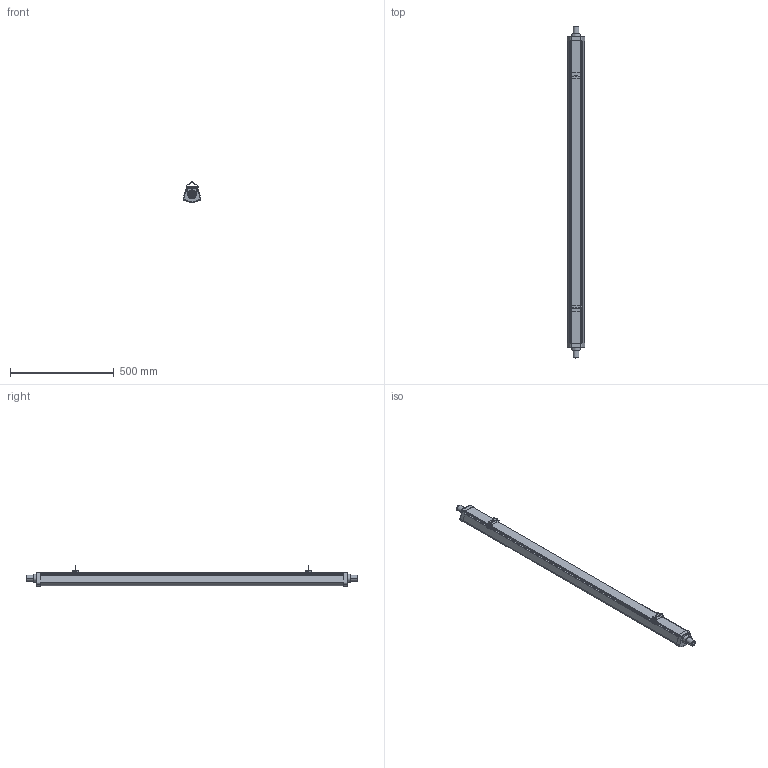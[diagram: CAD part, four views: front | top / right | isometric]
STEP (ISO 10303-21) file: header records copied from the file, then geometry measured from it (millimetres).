
FILE_DESCRIPTION (( 'STEP AP214' ), '1' );
FILE_NAME ('DP-COMP-1500.STEP', '2023-04-05T12:00:06', ( '' ), ( '' ), 'SwSTEP 2.0', 'SolidWorks 2020', '' );
FILE_SCHEMA (( 'AUTOMOTIVE_DESIGN' ));
Length unit declared in the file: millimetre
Products named in the file (1): DP-COMP-1500
Bounding box: 86.3 x 1598.6 x 99.41 mm (x, y, z)
Volume: 575622.8 mm3; surface area: 847904.8 mm2
Topology: 15 solids, 15 shells, 328 faces, 840 edges, 552 vertices
Faces by surface type: plane 154, cylinder 146, torus 20, cone 8
Full cylindrical faces by diameter (mm): 3 x4, 3.5 x2, 4 x2, 4.5 x4, 21.068 x2, 41.811 x2, 41.999 x2
Entity records: 13868 total; most frequent: CARTESIAN_POINT 1997, DIRECTION 1736, ORIENTED_EDGE 1596, EDGE_CURVE 798, AXIS2_PLACEMENT_3D 633, VERTEX_POINT 536, VECTOR 470, LINE 470
